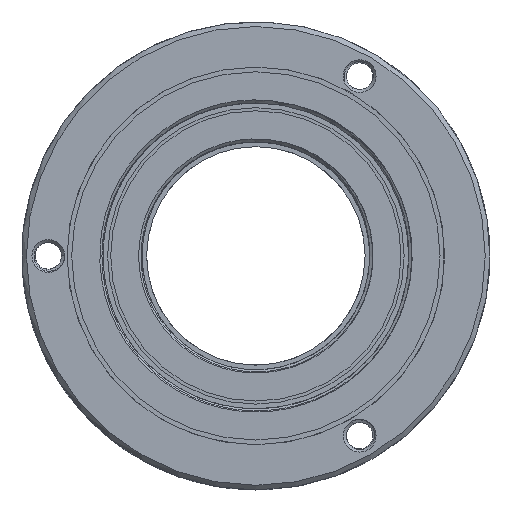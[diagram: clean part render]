
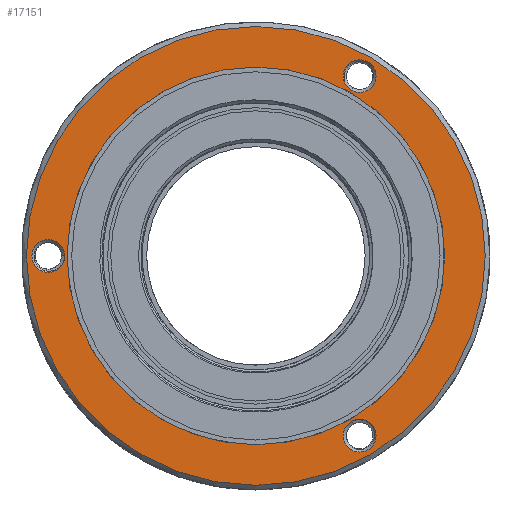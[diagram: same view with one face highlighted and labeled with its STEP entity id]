
A CAD part, left-side view. The second image highlights one B-rep face of the part: STEP entity #17151.
In plain terms, the highlighted planar face has unit normal (-1, 0, 0).
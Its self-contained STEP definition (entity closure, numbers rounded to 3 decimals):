
#1184 = CIRCLE ( 'NONE', #3445, 1.05 ) ;
#1683 = CARTESIAN_POINT ( 'NONE',  ( 9., 0., 0. ) ) ;
#1820 = CARTESIAN_POINT ( 'NONE',  ( 9., -6.65, 10.468 ) ) ;
#2421 = CARTESIAN_POINT ( 'NONE',  ( 9., 0., 12.1 ) ) ;
#2558 = VERTEX_POINT ( 'NONE', #6959 ) ;
#3018 = CIRCLE ( 'NONE', #20173, 12.1 ) ;
#3445 = AXIS2_PLACEMENT_3D ( 'NONE', #6465, #15067, #12960 ) ;
#5146 = EDGE_LOOP ( 'NONE', ( #8489 ) ) ;
#6064 = EDGE_LOOP ( 'NONE', ( #12489 ) ) ;
#6217 = DIRECTION ( 'NONE',  ( 0., 0., -1. ) ) ;
#6319 = FACE_BOUND ( 'NONE', #6064, .T. ) ;
#6465 = CARTESIAN_POINT ( 'NONE',  ( 9., -6.65, -11.518 ) ) ;
#6959 = CARTESIAN_POINT ( 'NONE',  ( 9., 13.3, -1.05 ) ) ;
#7065 = EDGE_CURVE ( 'NONE', #13023, #13023, #3018, .T. ) ;
#7843 = ORIENTED_EDGE ( 'NONE', *, *, #9213, .T. ) ;
#8126 = CARTESIAN_POINT ( 'NONE',  ( 9., 13.3, 0. ) ) ;
#8489 = ORIENTED_EDGE ( 'NONE', *, *, #7065, .F. ) ;
#8543 = AXIS2_PLACEMENT_3D ( 'NONE', #8126, #11937, #27588 ) ;
#8611 = VERTEX_POINT ( 'NONE', #1820 ) ;
#9037 = EDGE_LOOP ( 'NONE', ( #12695 ) ) ;
#9213 = EDGE_CURVE ( 'NONE', #24162, #24162, #14470, .T. ) ;
#9465 = EDGE_LOOP ( 'NONE', ( #10126 ) ) ;
#10126 = ORIENTED_EDGE ( 'NONE', *, *, #12884, .T. ) ;
#10668 = AXIS2_PLACEMENT_3D ( 'NONE', #27084, #13947, #14227 ) ;
#11806 = AXIS2_PLACEMENT_3D ( 'NONE', #1683, #14401, #6217 ) ;
#11937 = DIRECTION ( 'NONE',  ( 1., 0., 0. ) ) ;
#12431 = EDGE_LOOP ( 'NONE', ( #7843 ) ) ;
#12489 = ORIENTED_EDGE ( 'NONE', *, *, #25709, .T. ) ;
#12695 = ORIENTED_EDGE ( 'NONE', *, *, #22454, .T. ) ;
#12872 = CARTESIAN_POINT ( 'NONE',  ( 9., 0., -14.7 ) ) ;
#12884 = EDGE_CURVE ( 'NONE', #2558, #2558, #14845, .T. ) ;
#12960 = DIRECTION ( 'NONE',  ( 0., 0., -1. ) ) ;
#13023 = VERTEX_POINT ( 'NONE', #2421 ) ;
#13947 = DIRECTION ( 'NONE',  ( 1., 0., 0. ) ) ;
#14227 = DIRECTION ( 'NONE',  ( 0., 0., -1. ) ) ;
#14401 = DIRECTION ( 'NONE',  ( -1., 0., 0. ) ) ;
#14470 = CIRCLE ( 'NONE', #11806, 14.7 ) ;
#14666 = CARTESIAN_POINT ( 'NONE',  ( 9., -6.65, -12.568 ) ) ;
#14845 = CIRCLE ( 'NONE', #8543, 1.05 ) ;
#14922 = DIRECTION ( 'NONE',  ( 0., 0., -1. ) ) ;
#15067 = DIRECTION ( 'NONE',  ( 1., 0., 0. ) ) ;
#16645 = CARTESIAN_POINT ( 'NONE',  ( 9., 15., 0. ) ) ;
#17151 = ADVANCED_FACE ( 'NONE', ( #27754, #6319, #25671, #27897, #25383 ), #19147, .F. ) ;
#17162 = AXIS2_PLACEMENT_3D ( 'NONE', #16645, #25514, #14922 ) ;
#17178 = DIRECTION ( 'NONE',  ( 0., 0., 1. ) ) ;
#19147 = PLANE ( 'NONE',  #17162 ) ;
#19224 = CIRCLE ( 'NONE', #10668, 1.05 ) ;
#20173 = AXIS2_PLACEMENT_3D ( 'NONE', #23498, #21381, #17178 ) ;
#21381 = DIRECTION ( 'NONE',  ( -1., 0., 0. ) ) ;
#22454 = EDGE_CURVE ( 'NONE', #27526, #27526, #1184, .T. ) ;
#23498 = CARTESIAN_POINT ( 'NONE',  ( 9., 0., 0. ) ) ;
#24162 = VERTEX_POINT ( 'NONE', #12872 ) ;
#25383 = FACE_BOUND ( 'NONE', #5146, .T. ) ;
#25514 = DIRECTION ( 'NONE',  ( 1., 0., 0. ) ) ;
#25671 = FACE_BOUND ( 'NONE', #9037, .T. ) ;
#25709 = EDGE_CURVE ( 'NONE', #8611, #8611, #19224, .T. ) ;
#27084 = CARTESIAN_POINT ( 'NONE',  ( 9., -6.65, 11.518 ) ) ;
#27526 = VERTEX_POINT ( 'NONE', #14666 ) ;
#27588 = DIRECTION ( 'NONE',  ( 0., 0., -1. ) ) ;
#27754 = FACE_OUTER_BOUND ( 'NONE', #12431, .T. ) ;
#27897 = FACE_BOUND ( 'NONE', #9465, .T. ) ;
